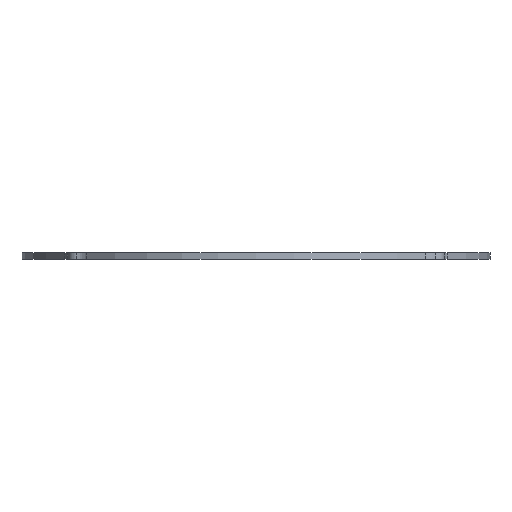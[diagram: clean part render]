
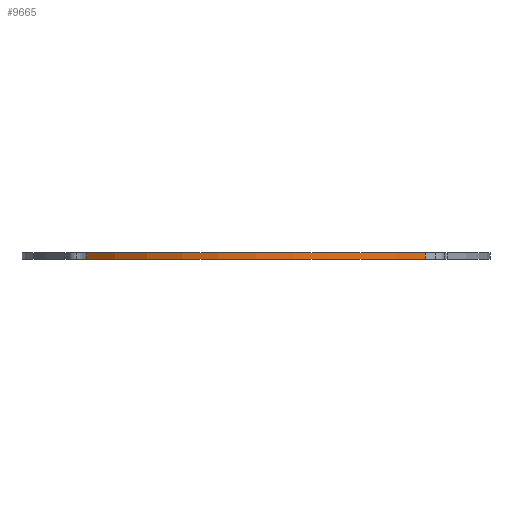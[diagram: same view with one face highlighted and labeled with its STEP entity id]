
A CAD part, left-side view. The second image highlights one B-rep face of the part: STEP entity #9665.
In plain terms, the highlighted cylindrical face has radius 56 mm (diameter 112 mm), a partial arc.
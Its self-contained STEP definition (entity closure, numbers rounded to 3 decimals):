
#84 = PLANE('',#85);
#85 = AXIS2_PLACEMENT_3D('',#86,#87,#88);
#86 = CARTESIAN_POINT('',(0.,0.,1.6));
#87 = DIRECTION('',(-0.,-0.,-1.));
#88 = DIRECTION('',(-1.,0.,0.));
#143 = PLANE('',#144);
#144 = AXIS2_PLACEMENT_3D('',#145,#146,#147);
#145 = CARTESIAN_POINT('',(0.,0.,0.));
#146 = DIRECTION('',(-0.,-0.,-1.));
#147 = DIRECTION('',(-1.,0.,0.));
#596 = VERTEX_POINT('',#597);
#597 = CARTESIAN_POINT('',(-38.676,-40.499,0.));
#616 = CYLINDRICAL_SURFACE('',#617,4.);
#617 = AXIS2_PLACEMENT_3D('',#618,#619,#620);
#618 = CARTESIAN_POINT('',(-41.438,-43.392,0.));
#619 = DIRECTION('',(-0.,-0.,-1.));
#620 = DIRECTION('',(1.,0.,-0.));
#628 = EDGE_CURVE('',#629,#596,#631,.T.);
#629 = VERTEX_POINT('',#630);
#630 = CARTESIAN_POINT('',(-38.676,40.499,0.));
#631 = SURFACE_CURVE('',#632,(#637,#648),.PCURVE_S1.);
#632 = CIRCLE('',#633,56.);
#633 = AXIS2_PLACEMENT_3D('',#634,#635,#636);
#634 = CARTESIAN_POINT('',(0.,-0.,0.));
#635 = DIRECTION('',(0.,0.,1.));
#636 = DIRECTION('',(1.,0.,-0.));
#637 = PCURVE('',#143,#638);
#638 = DEFINITIONAL_REPRESENTATION('',(#639),#647);
#639 = ( BOUNDED_CURVE() B_SPLINE_CURVE(2,(#640,#641,#642,#643,#644,#645
,#646),.UNSPECIFIED.,.T.,.F.) B_SPLINE_CURVE_WITH_KNOTS((1,2,2,2,2,1),(
    -2.094,0.,2.094,4.189,6.283,
8.378),.UNSPECIFIED.) CURVE() GEOMETRIC_REPRESENTATION_ITEM() 
RATIONAL_B_SPLINE_CURVE((1.,0.5,1.,0.5,1.,0.5,1.)) REPRESENTATION_ITEM(
  '') );
#640 = CARTESIAN_POINT('',(-56.,0.));
#641 = CARTESIAN_POINT('',(-56.,96.995));
#642 = CARTESIAN_POINT('',(28.,48.497));
#643 = CARTESIAN_POINT('',(112.,0.));
#644 = CARTESIAN_POINT('',(28.,-48.497));
#645 = CARTESIAN_POINT('',(-56.,-96.995));
#646 = CARTESIAN_POINT('',(-56.,0.));
#647 = ( GEOMETRIC_REPRESENTATION_CONTEXT(2) 
PARAMETRIC_REPRESENTATION_CONTEXT() REPRESENTATION_CONTEXT('2D SPACE',''
  ) );
#648 = PCURVE('',#649,#654);
#649 = CYLINDRICAL_SURFACE('',#650,56.);
#650 = AXIS2_PLACEMENT_3D('',#651,#652,#653);
#651 = CARTESIAN_POINT('',(0.,-0.,0.));
#652 = DIRECTION('',(-0.,-0.,-1.));
#653 = DIRECTION('',(1.,0.,-0.));
#654 = DEFINITIONAL_REPRESENTATION('',(#655),#659);
#655 = LINE('',#656,#657);
#656 = CARTESIAN_POINT('',(-0.,0.));
#657 = VECTOR('',#658,1.);
#658 = DIRECTION('',(-1.,0.));
#659 = ( GEOMETRIC_REPRESENTATION_CONTEXT(2) 
PARAMETRIC_REPRESENTATION_CONTEXT() REPRESENTATION_CONTEXT('2D SPACE',''
  ) );
#682 = CYLINDRICAL_SURFACE('',#683,4.);
#683 = AXIS2_PLACEMENT_3D('',#684,#685,#686);
#684 = CARTESIAN_POINT('',(-41.439,43.392,0.));
#685 = DIRECTION('',(-0.,-0.,-1.));
#686 = DIRECTION('',(1.,0.,-0.));
#5500 = VERTEX_POINT('',#5501);
#5501 = CARTESIAN_POINT('',(-38.676,-40.499,1.6));
#5527 = EDGE_CURVE('',#5528,#5500,#5530,.T.);
#5528 = VERTEX_POINT('',#5529);
#5529 = CARTESIAN_POINT('',(-38.676,40.499,1.6));
#5530 = SURFACE_CURVE('',#5531,(#5536,#5547),.PCURVE_S1.);
#5531 = CIRCLE('',#5532,56.);
#5532 = AXIS2_PLACEMENT_3D('',#5533,#5534,#5535);
#5533 = CARTESIAN_POINT('',(0.,0.,1.6));
#5534 = DIRECTION('',(0.,0.,1.));
#5535 = DIRECTION('',(1.,0.,-0.));
#5536 = PCURVE('',#84,#5537);
#5537 = DEFINITIONAL_REPRESENTATION('',(#5538),#5546);
#5538 = ( BOUNDED_CURVE() B_SPLINE_CURVE(2,(#5539,#5540,#5541,#5542,
#5543,#5544,#5545),.UNSPECIFIED.,.T.,.F.) B_SPLINE_CURVE_WITH_KNOTS((1,2
    ,2,2,2,1),(-2.094,0.,2.094,4.189,
6.283,8.378),.UNSPECIFIED.) CURVE() 
GEOMETRIC_REPRESENTATION_ITEM() RATIONAL_B_SPLINE_CURVE((1.,0.5,1.,0.5,
1.,0.5,1.)) REPRESENTATION_ITEM('') );
#5539 = CARTESIAN_POINT('',(-56.,0.));
#5540 = CARTESIAN_POINT('',(-56.,96.995));
#5541 = CARTESIAN_POINT('',(28.,48.497));
#5542 = CARTESIAN_POINT('',(112.,0.));
#5543 = CARTESIAN_POINT('',(28.,-48.497));
#5544 = CARTESIAN_POINT('',(-56.,-96.995));
#5545 = CARTESIAN_POINT('',(-56.,0.));
#5546 = ( GEOMETRIC_REPRESENTATION_CONTEXT(2) 
PARAMETRIC_REPRESENTATION_CONTEXT() REPRESENTATION_CONTEXT('2D SPACE',''
  ) );
#5547 = PCURVE('',#649,#5548);
#5548 = DEFINITIONAL_REPRESENTATION('',(#5549),#5553);
#5549 = LINE('',#5550,#5551);
#5550 = CARTESIAN_POINT('',(-0.,-1.6));
#5551 = VECTOR('',#5552,1.);
#5552 = DIRECTION('',(-1.,0.));
#5553 = ( GEOMETRIC_REPRESENTATION_CONTEXT(2) 
PARAMETRIC_REPRESENTATION_CONTEXT() REPRESENTATION_CONTEXT('2D SPACE',''
  ) );
#9615 = EDGE_CURVE('',#629,#5528,#9616,.T.);
#9616 = SURFACE_CURVE('',#9617,(#9621,#9628),.PCURVE_S1.);
#9617 = LINE('',#9618,#9619);
#9618 = CARTESIAN_POINT('',(-38.676,40.499,0.));
#9619 = VECTOR('',#9620,1.);
#9620 = DIRECTION('',(0.,0.,1.));
#9621 = PCURVE('',#682,#9622);
#9622 = DEFINITIONAL_REPRESENTATION('',(#9623),#9627);
#9623 = LINE('',#9624,#9625);
#9624 = CARTESIAN_POINT('',(-5.475,0.));
#9625 = VECTOR('',#9626,1.);
#9626 = DIRECTION('',(-0.,-1.));
#9627 = ( GEOMETRIC_REPRESENTATION_CONTEXT(2) 
PARAMETRIC_REPRESENTATION_CONTEXT() REPRESENTATION_CONTEXT('2D SPACE',''
  ) );
#9628 = PCURVE('',#649,#9629);
#9629 = DEFINITIONAL_REPRESENTATION('',(#9630),#9634);
#9630 = LINE('',#9631,#9632);
#9631 = CARTESIAN_POINT('',(-2.333,0.));
#9632 = VECTOR('',#9633,1.);
#9633 = DIRECTION('',(-0.,-1.));
#9634 = ( GEOMETRIC_REPRESENTATION_CONTEXT(2) 
PARAMETRIC_REPRESENTATION_CONTEXT() REPRESENTATION_CONTEXT('2D SPACE',''
  ) );
#9665 = ADVANCED_FACE('',(#9666),#649,.T.);
#9666 = FACE_BOUND('',#9667,.F.);
#9667 = EDGE_LOOP('',(#9668,#9669,#9670,#9691));
#9668 = ORIENTED_EDGE('',*,*,#9615,.T.);
#9669 = ORIENTED_EDGE('',*,*,#5527,.T.);
#9670 = ORIENTED_EDGE('',*,*,#9671,.F.);
#9671 = EDGE_CURVE('',#596,#5500,#9672,.T.);
#9672 = SURFACE_CURVE('',#9673,(#9677,#9684),.PCURVE_S1.);
#9673 = LINE('',#9674,#9675);
#9674 = CARTESIAN_POINT('',(-38.676,-40.499,0.));
#9675 = VECTOR('',#9676,1.);
#9676 = DIRECTION('',(0.,0.,1.));
#9677 = PCURVE('',#649,#9678);
#9678 = DEFINITIONAL_REPRESENTATION('',(#9679),#9683);
#9679 = LINE('',#9680,#9681);
#9680 = CARTESIAN_POINT('',(-3.95,0.));
#9681 = VECTOR('',#9682,1.);
#9682 = DIRECTION('',(-0.,-1.));
#9683 = ( GEOMETRIC_REPRESENTATION_CONTEXT(2) 
PARAMETRIC_REPRESENTATION_CONTEXT() REPRESENTATION_CONTEXT('2D SPACE',''
  ) );
#9684 = PCURVE('',#616,#9685);
#9685 = DEFINITIONAL_REPRESENTATION('',(#9686),#9690);
#9686 = LINE('',#9687,#9688);
#9687 = CARTESIAN_POINT('',(-0.808,0.));
#9688 = VECTOR('',#9689,1.);
#9689 = DIRECTION('',(-0.,-1.));
#9690 = ( GEOMETRIC_REPRESENTATION_CONTEXT(2) 
PARAMETRIC_REPRESENTATION_CONTEXT() REPRESENTATION_CONTEXT('2D SPACE',''
  ) );
#9691 = ORIENTED_EDGE('',*,*,#628,.F.);
